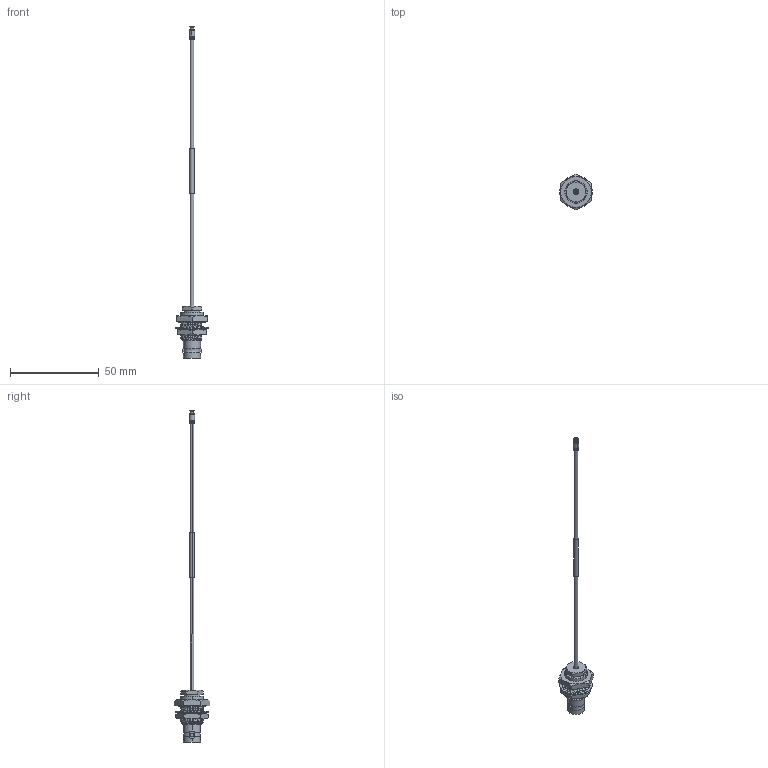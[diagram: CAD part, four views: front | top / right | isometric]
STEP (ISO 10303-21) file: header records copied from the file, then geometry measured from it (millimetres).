
FILE_DESCRIPTION (( 'STEP AP214' ), '1' );
FILE_NAME ('FMCA3258_3D.step', '2023-05-10T07:37:15', ( '' ), ( '' ), 'SwSTEP 2.0', 'SolidWorks 2022', '' );
FILE_SCHEMA (( 'AUTOMOTIVE_DESIGN' ));
Length unit declared in the file: inch
Products named in the file (4): FM-SR086ALTN-CL-BULK; FMCN1912; PE44974 ¦ SC5431; FMCA3258_3D
Assembly tree (3 placements, depth 2):
  FMCA3258_3D
    FMCN1912
    FM-SR086ALTN-CL-BULK
    PE44974 ¦ SC5431
Bounding box: 18.34 x 20.16 x 187.32 mm (x, y, z)
Volume: 3916.1 mm3; surface area: 4433 mm2
Topology: 6 solids, 6 shells, 400 faces, 1102 edges, 729 vertices
Faces by surface type: cylinder 116, plane 116, bspline 87, cone 77, torus 4
Entity records: 30956 total; most frequent: CARTESIAN_POINT 19891, ORIENTED_EDGE 2204, DIRECTION 1657, EDGE_CURVE 1102, VERTEX_POINT 729, AXIS2_PLACEMENT_3D 629, EDGE_LOOP 425, ADVANCED_FACE 400
